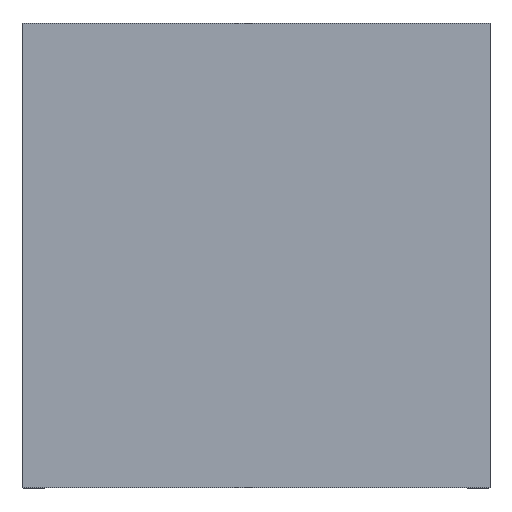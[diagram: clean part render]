
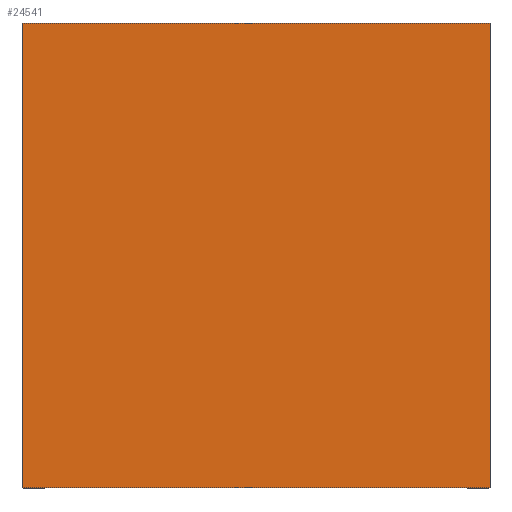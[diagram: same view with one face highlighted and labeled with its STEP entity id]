
A CAD part, top view. The second image highlights one B-rep face of the part: STEP entity #24541.
In plain terms, the highlighted planar face has unit normal (0, 0, 1).
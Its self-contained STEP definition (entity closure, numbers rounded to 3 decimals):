
#3020=FACE_OUTER_BOUND('',#4460,.T.);
#4460=EDGE_LOOP('',(#19211,#19212,#19213,#19214));
#6264=LINE('',#39914,#8574);
#6265=LINE('',#39916,#8575);
#6266=LINE('',#39918,#8576);
#6267=LINE('',#39919,#8577);
#8574=VECTOR('',#32250,1.);
#8575=VECTOR('',#32251,1.);
#8576=VECTOR('',#32252,1.);
#8577=VECTOR('',#32253,1.);
#11004=VERTEX_POINT('',#39912);
#11005=VERTEX_POINT('',#39913);
#11006=VERTEX_POINT('',#39915);
#11007=VERTEX_POINT('',#39917);
#13949=EDGE_CURVE('',#11004,#11005,#6264,.T.);
#13950=EDGE_CURVE('',#11005,#11006,#6265,.T.);
#13951=EDGE_CURVE('',#11006,#11007,#6266,.T.);
#13952=EDGE_CURVE('',#11007,#11004,#6267,.T.);
#19211=ORIENTED_EDGE('',*,*,#13949,.T.);
#19212=ORIENTED_EDGE('',*,*,#13950,.T.);
#19213=ORIENTED_EDGE('',*,*,#13951,.T.);
#19214=ORIENTED_EDGE('',*,*,#13952,.T.);
#23418=PLANE('',#27405);
#24541=ADVANCED_FACE('',(#3020),#23418,.F.);
#27405=AXIS2_PLACEMENT_3D('',#39911,#32248,#32249);
#32248=DIRECTION('center_axis',(0.,0.,-1.));
#32249=DIRECTION('ref_axis',(1.,0.,0.));
#32250=DIRECTION('',(0.,1.,0.));
#32251=DIRECTION('',(-1.,0.,0.));
#32252=DIRECTION('',(0.,-1.,0.));
#32253=DIRECTION('',(1.,0.,0.));
#39911=CARTESIAN_POINT('Origin',(175.,-174.5,1000.));
#39912=CARTESIAN_POINT('',(351.,-349.,1000.));
#39913=CARTESIAN_POINT('',(351.,0.,1000.));
#39914=CARTESIAN_POINT('',(351.,-174.5,1000.));
#39915=CARTESIAN_POINT('',(-1.,0.,1000.));
#39916=CARTESIAN_POINT('',(175.,0.,1000.));
#39917=CARTESIAN_POINT('',(-1.,-349.,1000.));
#39918=CARTESIAN_POINT('',(-1.,-174.5,1000.));
#39919=CARTESIAN_POINT('',(175.,-349.,1000.));
